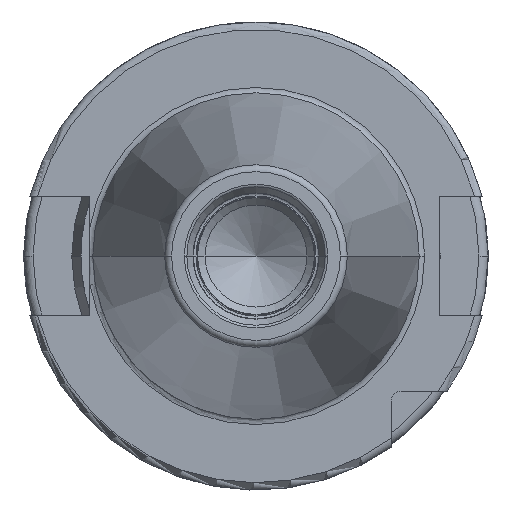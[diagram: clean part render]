
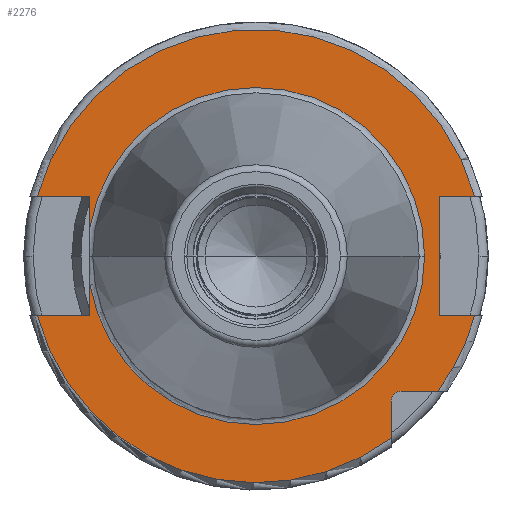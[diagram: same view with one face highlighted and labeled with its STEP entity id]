
A CAD part, left-side view. The second image highlights one B-rep face of the part: STEP entity #2276.
In plain terms, the highlighted planar face has unit normal (-1, 0, 0).
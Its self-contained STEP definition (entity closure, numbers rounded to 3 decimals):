
#117=CARTESIAN_POINT('',(3.2,0.,0.));
#118=DIRECTION('',(-1.,0.,0.));
#119=DIRECTION('',(0.,0.986,-0.168));
#120=AXIS2_PLACEMENT_3D('',#117,#118,#119);
#598=DIRECTION('',(0.,-1.,0.));
#599=VECTOR('',#598,4.99);
#600=CARTESIAN_POINT('',(3.2,-19.7,-18.35));
#601=LINE('',#600,#599);
#602=DIRECTION('',(0.,0.,1.));
#603=VECTOR('',#602,4.99);
#604=CARTESIAN_POINT('',(3.2,-18.35,-24.69));
#605=LINE('',#604,#603);
#606=CARTESIAN_POINT('',(3.2,0.,0.));
#607=DIRECTION('',(-1.,0.,0.));
#608=DIRECTION('',(0.,0.965,-0.263));
#609=AXIS2_PLACEMENT_3D('',#606,#607,#608);
#611=DIRECTION('',(0.,-1.,0.));
#612=VECTOR('',#611,7.127);
#613=CARTESIAN_POINT('',(3.2,29.677,-8.1));
#614=LINE('',#613,#612);
#615=DIRECTION('',(0.,0.,-1.));
#616=VECTOR('',#615,4.258);
#617=CARTESIAN_POINT('',(3.2,22.55,-3.842));
#618=LINE('',#617,#616);
#619=DIRECTION('',(0.,0.,-1.));
#620=VECTOR('',#619,4.258);
#621=CARTESIAN_POINT('',(3.2,22.55,8.1));
#622=LINE('',#621,#620);
#623=DIRECTION('',(0.,-1.,0.));
#624=VECTOR('',#623,7.127);
#625=CARTESIAN_POINT('',(3.2,29.677,8.1));
#626=LINE('',#625,#624);
#627=CARTESIAN_POINT('',(3.2,0.,0.));
#628=DIRECTION('',(1.,0.,0.));
#629=DIRECTION('',(0.,0.965,0.263));
#630=AXIS2_PLACEMENT_3D('',#627,#628,#629);
#632=DIRECTION('',(0.,1.,0.));
#633=VECTOR('',#632,4.827);
#634=CARTESIAN_POINT('',(3.2,-29.677,8.1));
#635=LINE('',#634,#633);
#636=DIRECTION('',(0.,0.,1.));
#637=VECTOR('',#636,16.2);
#638=CARTESIAN_POINT('',(3.2,-24.85,-8.1));
#639=LINE('',#638,#637);
#640=DIRECTION('',(0.,1.,0.));
#641=VECTOR('',#640,4.827);
#642=CARTESIAN_POINT('',(3.2,-29.677,-8.1));
#643=LINE('',#642,#641);
#644=CARTESIAN_POINT('',(3.2,0.,0.));
#645=DIRECTION('',(-1.,0.,0.));
#646=DIRECTION('',(0.,-0.803,-0.597));
#647=AXIS2_PLACEMENT_3D('',#644,#645,#646);
#658=CARTESIAN_POINT('',(3.2,-19.7,-19.7));
#659=DIRECTION('',(1.,0.,0.));
#660=DIRECTION('',(0.,1.,0.));
#661=AXIS2_PLACEMENT_3D('',#658,#659,#660);
#1052=CARTESIAN_POINT('',(3.2,0.,0.));
#1053=DIRECTION('',(1.,0.,0.));
#1054=DIRECTION('',(0.,0.986,0.168));
#1055=AXIS2_PLACEMENT_3D('',#1052,#1053,#1054);
#1275=CARTESIAN_POINT('',(3.2,-22.875,0.));
#1277=VERTEX_POINT('',#1275);
#1417=CARTESIAN_POINT('',(3.2,29.677,8.1));
#1418=CARTESIAN_POINT('',(3.2,22.55,8.1));
#1419=VERTEX_POINT('',#1417);
#1420=VERTEX_POINT('',#1418);
#1421=CARTESIAN_POINT('',(3.2,22.55,3.842));
#1422=VERTEX_POINT('',#1421);
#1423=CARTESIAN_POINT('',(3.2,22.55,-3.842));
#1424=CARTESIAN_POINT('',(3.2,22.55,-8.1));
#1425=VERTEX_POINT('',#1423);
#1426=VERTEX_POINT('',#1424);
#1427=CARTESIAN_POINT('',(3.2,29.677,-8.1));
#1428=VERTEX_POINT('',#1427);
#1429=CARTESIAN_POINT('',(3.2,-29.677,-8.1));
#1430=CARTESIAN_POINT('',(3.2,-24.85,-8.1));
#1431=VERTEX_POINT('',#1429);
#1432=VERTEX_POINT('',#1430);
#1433=CARTESIAN_POINT('',(3.2,-24.85,8.1));
#1434=VERTEX_POINT('',#1433);
#1435=CARTESIAN_POINT('',(3.2,-29.677,8.1));
#1436=VERTEX_POINT('',#1435);
#1462=CARTESIAN_POINT('',(3.2,-18.35,-24.69));
#1463=VERTEX_POINT('',#1462);
#1470=CARTESIAN_POINT('',(3.2,-19.7,-18.35));
#1471=CARTESIAN_POINT('',(3.2,-24.69,-18.35));
#1472=VERTEX_POINT('',#1470);
#1473=VERTEX_POINT('',#1471);
#1474=CARTESIAN_POINT('',(3.2,-18.35,-19.7));
#1475=VERTEX_POINT('',#1474);
#2246=CARTESIAN_POINT('',(3.2,0.,0.));
#2247=DIRECTION('',(1.,0.,0.));
#2248=DIRECTION('',(0.,-1.,0.));
#2249=AXIS2_PLACEMENT_3D('',#2246,#2247,#2248);
#2250=PLANE('',#2249);
#2252=ORIENTED_EDGE('',*,*,#2251,.F.);
#2254=ORIENTED_EDGE('',*,*,#2253,.F.);
#2256=ORIENTED_EDGE('',*,*,#2255,.F.);
#2258=ORIENTED_EDGE('',*,*,#2257,.F.);
#2259=ORIENTED_EDGE('',*,*,#1712,.T.);
#2260=ORIENTED_EDGE('',*,*,#1697,.F.);
#2261=ORIENTED_EDGE('',*,*,#1668,.T.);
#2263=ORIENTED_EDGE('',*,*,#2262,.F.);
#2264=ORIENTED_EDGE('',*,*,#1692,.F.);
#2265=ORIENTED_EDGE('',*,*,#2001,.F.);
#2266=ORIENTED_EDGE('',*,*,#2241,.T.);
#2267=ORIENTED_EDGE('',*,*,#2043,.T.);
#2269=ORIENTED_EDGE('',*,*,#2268,.F.);
#2271=ORIENTED_EDGE('',*,*,#2270,.F.);
#2273=ORIENTED_EDGE('',*,*,#2272,.F.);
#2274=EDGE_LOOP('',(#2252,#2254,#2256,#2258,#2259,#2260,#2261,#2263,#2264,#2265,
#2266,#2267,#2269,#2271,#2273));
#2275=FACE_OUTER_BOUND('',#2274,.F.);
#2276=ADVANCED_FACE('',(#2275),#2250,.F.);
#121=CIRCLE('',#120,22.875);
#610=CIRCLE('',#609,30.763);
#631=CIRCLE('',#630,30.763);
#648=CIRCLE('',#647,30.763);
#662=CIRCLE('',#661,1.35);
#1056=CIRCLE('',#1055,22.875);
#1668=EDGE_CURVE('',#1425,#1277,#121,.T.);
#1692=EDGE_CURVE('',#1420,#1422,#622,.T.);
#1697=EDGE_CURVE('',#1425,#1426,#618,.T.);
#1712=EDGE_CURVE('',#1428,#1426,#614,.T.);
#2001=EDGE_CURVE('',#1419,#1420,#626,.T.);
#2043=EDGE_CURVE('',#1436,#1434,#635,.T.);
#2241=EDGE_CURVE('',#1419,#1436,#631,.T.);
#2251=EDGE_CURVE('',#1472,#1473,#601,.T.);
#2253=EDGE_CURVE('',#1475,#1472,#662,.T.);
#2255=EDGE_CURVE('',#1463,#1475,#605,.T.);
#2257=EDGE_CURVE('',#1428,#1463,#610,.T.);
#2262=EDGE_CURVE('',#1422,#1277,#1056,.T.);
#2268=EDGE_CURVE('',#1432,#1434,#639,.T.);
#2270=EDGE_CURVE('',#1431,#1432,#643,.T.);
#2272=EDGE_CURVE('',#1473,#1431,#648,.T.);
